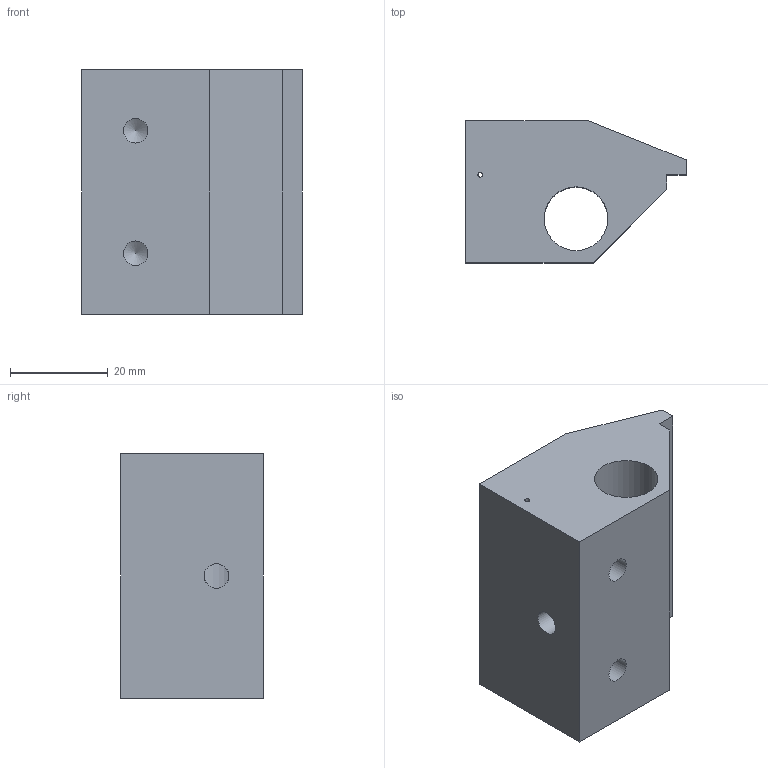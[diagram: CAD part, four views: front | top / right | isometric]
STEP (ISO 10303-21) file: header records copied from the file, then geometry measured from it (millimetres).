
FILE_DESCRIPTION(('FreeCAD Model'),'2;1');
FILE_NAME('Open CASCADE Shape Model','2024-08-17T19:19:02',(''),(''), 'Open CASCADE STEP processor 7.6','FreeCAD','Unknown');
FILE_SCHEMA(('AUTOMOTIVE_DESIGN { 1 0 10303 214 1 1 1 1 }'));
Length unit declared in the file: millimetre
Products named in the file (1): air_knife_50mm_wide
Bounding box: 45 x 29 x 50 mm (x, y, z)
Volume: 44030.8 mm3; surface area: 11658.5 mm2
Topology: 1 solids, 1 shells, 17 faces, 43 edges, 28 vertices
Faces by surface type: plane 10, cylinder 5, cone 2
Full cylindrical faces by diameter (mm): 1 x1, 5 x3, 13 x1
Entity records: 663 total; most frequent: CARTESIAN_POINT 218, DIRECTION 85, ORIENTED_EDGE 82, EDGE_CURVE 41, LINE 31, VECTOR 31, VERTEX_POINT 28, AXIS2_PLACEMENT_3D 27
